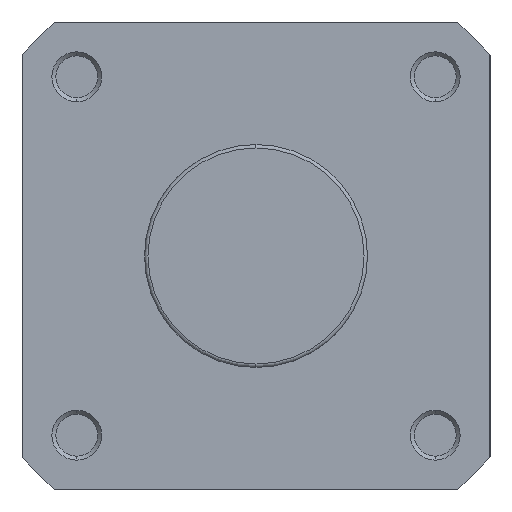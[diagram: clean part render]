
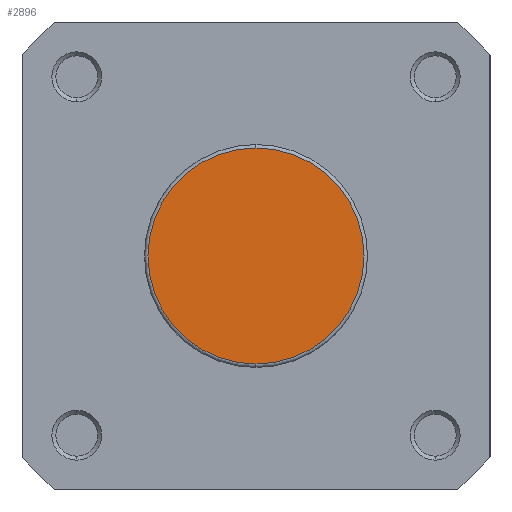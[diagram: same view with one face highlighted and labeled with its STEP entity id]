
A CAD part, left-side view. The second image highlights one B-rep face of the part: STEP entity #2896.
In plain terms, the highlighted planar face has unit normal (-1, 0, 0).
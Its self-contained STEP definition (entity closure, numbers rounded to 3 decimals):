
#101 = CARTESIAN_POINT ( 'NONE',  ( 0., 0., 21.7 ) ) ;
#491 = CARTESIAN_POINT ( 'NONE',  ( 0., 0., -21.7 ) ) ;
#577 = VERTEX_POINT ( 'NONE', #101 ) ;
#585 = PLANE ( 'NONE',  #2677 ) ;
#762 = VERTEX_POINT ( 'NONE', #491 ) ;
#783 = CARTESIAN_POINT ( 'NONE',  ( 0., 22.4, 0. ) ) ;
#815 = DIRECTION ( 'NONE',  ( 0., 0., -1. ) ) ;
#821 = DIRECTION ( 'NONE',  ( 1., 0., 0. ) ) ;
#866 = FACE_OUTER_BOUND ( 'NONE', #3028, .T. ) ;
#1361 = CIRCLE ( 'NONE', #4782, 21.7 ) ;
#1445 = CIRCLE ( 'NONE', #4813, 21.7 ) ;
#2075 = ORIENTED_EDGE ( 'NONE', *, *, #5378, .T. ) ;
#2076 = ORIENTED_EDGE ( 'NONE', *, *, #5437, .T. ) ;
#2677 = AXIS2_PLACEMENT_3D ( 'NONE', #783, #821, #815 ) ;
#2896 = ADVANCED_FACE ( 'NONE', ( #866 ), #585, .F. ) ;
#3028 = EDGE_LOOP ( 'NONE', ( #2076, #2075 ) ) ;
#4232 = CARTESIAN_POINT ( 'NONE',  ( 0., 0., 0. ) ) ;
#4233 = DIRECTION ( 'NONE',  ( -1., 0., 0. ) ) ;
#4234 = DIRECTION ( 'NONE',  ( 0., 0., -1. ) ) ;
#4375 = CARTESIAN_POINT ( 'NONE',  ( 0., 0., 0. ) ) ;
#4382 = DIRECTION ( 'NONE',  ( -1., 0., 0. ) ) ;
#4383 = DIRECTION ( 'NONE',  ( 0., 0., -1. ) ) ;
#4782 = AXIS2_PLACEMENT_3D ( 'NONE', #4232, #4233, #4234 ) ;
#4813 = AXIS2_PLACEMENT_3D ( 'NONE', #4375, #4382, #4383 ) ;
#5378 = EDGE_CURVE ( 'NONE', #577, #762, #1361, .T. ) ;
#5437 = EDGE_CURVE ( 'NONE', #762, #577, #1445, .T. ) ;
